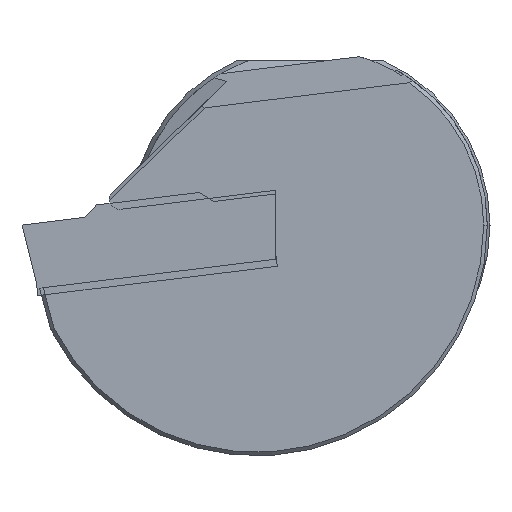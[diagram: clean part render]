
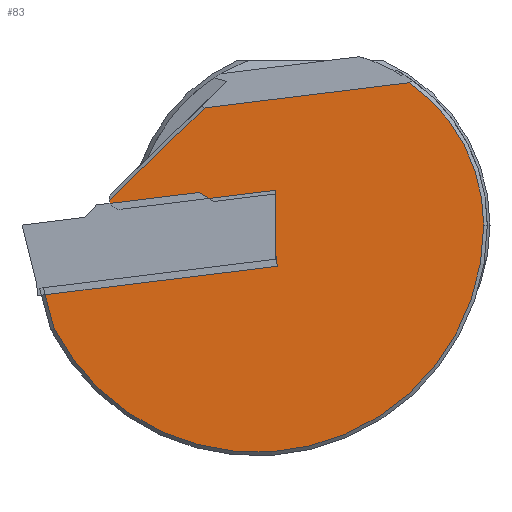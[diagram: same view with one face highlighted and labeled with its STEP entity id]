
A CAD part, left-side view. The second image highlights one B-rep face of the part: STEP entity #83.
In plain terms, the highlighted planar face has unit normal (-1, 0, 0).
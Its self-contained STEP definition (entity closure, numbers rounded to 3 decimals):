
#83=ADVANCED_FACE('',(#158),#126,.F.);
#126=PLANE('',#825);
#158=FACE_OUTER_BOUND('',#200,.T.);
#200=EDGE_LOOP('',(#270,#271,#272,#273,#274,#275,#276,#277,#278));
#247=CIRCLE('',#822,12.625);
#248=CIRCLE('',#823,9.65);
#249=CIRCLE('',#824,0.6);
#270=ORIENTED_EDGE('',*,*,#562,.T.);
#271=ORIENTED_EDGE('',*,*,#563,.T.);
#272=ORIENTED_EDGE('',*,*,#564,.T.);
#273=ORIENTED_EDGE('',*,*,#565,.T.);
#274=ORIENTED_EDGE('',*,*,#566,.T.);
#275=ORIENTED_EDGE('',*,*,#567,.T.);
#276=ORIENTED_EDGE('',*,*,#568,.T.);
#277=ORIENTED_EDGE('',*,*,#569,.T.);
#278=ORIENTED_EDGE('',*,*,#570,.T.);
#490=VERTEX_POINT('',#1124);
#491=VERTEX_POINT('',#1125);
#492=VERTEX_POINT('',#1127);
#493=VERTEX_POINT('',#1129);
#494=VERTEX_POINT('',#1131);
#495=VERTEX_POINT('',#1133);
#496=VERTEX_POINT('',#1135);
#497=VERTEX_POINT('',#1137);
#498=VERTEX_POINT('',#1139);
#562=EDGE_CURVE('',#490,#491,#667,.T.);
#563=EDGE_CURVE('',#491,#492,#668,.T.);
#564=EDGE_CURVE('',#492,#493,#669,.T.);
#565=EDGE_CURVE('',#493,#494,#247,.T.);
#566=EDGE_CURVE('',#494,#495,#248,.T.);
#567=EDGE_CURVE('',#495,#496,#670,.T.);
#568=EDGE_CURVE('',#496,#497,#671,.T.);
#569=EDGE_CURVE('',#497,#498,#249,.T.);
#570=EDGE_CURVE('',#498,#490,#672,.T.);
#667=LINE('',#1123,#743);
#668=LINE('',#1126,#744);
#669=LINE('',#1128,#745);
#670=LINE('',#1134,#746);
#671=LINE('',#1136,#747);
#672=LINE('',#1140,#748);
#743=VECTOR('',#905,1.);
#744=VECTOR('',#906,1.);
#745=VECTOR('',#907,1.);
#746=VECTOR('',#912,1.);
#747=VECTOR('',#913,1.);
#748=VECTOR('',#916,1.);
#822=AXIS2_PLACEMENT_3D('',#1130,#908,#909);
#823=AXIS2_PLACEMENT_3D('',#1132,#910,#911);
#824=AXIS2_PLACEMENT_3D('',#1138,#914,#915);
#825=AXIS2_PLACEMENT_3D('',#1141,#917,#918);
#905=DIRECTION('',(0.,0.,-1.));
#906=DIRECTION('',(0.,0.993,-0.122));
#907=DIRECTION('',(0.,-0.259,-0.966));
#908=DIRECTION('',(-1.,0.,0.));
#909=DIRECTION('',(0.,0.,-1.));
#910=DIRECTION('',(-1.,0.,0.));
#911=DIRECTION('',(0.,0.,-1.));
#912=DIRECTION('',(0.,0.993,-0.122));
#913=DIRECTION('',(0.,0.719,-0.695));
#914=DIRECTION('',(-1.,0.,0.));
#915=DIRECTION('',(0.,0.,-1.));
#916=DIRECTION('',(0.,-0.993,0.122));
#917=DIRECTION('',(1.,0.,0.));
#918=DIRECTION('',(0.,0.,-1.));
#1123=CARTESIAN_POINT('',(0.2,1.906,0.));
#1124=CARTESIAN_POINT('',(0.2,1.906,1.932));
#1125=CARTESIAN_POINT('',(0.2,1.906,-1.896));
#1126=CARTESIAN_POINT('',(0.2,-15.963,0.298));
#1127=CARTESIAN_POINT('',(0.2,14.821,-3.482));
#1128=CARTESIAN_POINT('',(0.2,13.627,-7.939));
#1129=CARTESIAN_POINT('',(0.2,14.212,-5.755));
#1130=CARTESIAN_POINT('',(0.2,2.975,0.));
#1131=CARTESIAN_POINT('',(0.2,-9.65,0.));
#1132=CARTESIAN_POINT('',(0.2,0.,0.));
#1133=CARTESIAN_POINT('',(0.2,-5.527,7.91));
#1134=CARTESIAN_POINT('',(0.2,-13.78,8.924));
#1135=CARTESIAN_POINT('',(0.2,5.829,6.516));
#1136=CARTESIAN_POINT('',(0.2,-2.21,14.28));
#1137=CARTESIAN_POINT('',(0.2,11.139,1.389));
#1138=CARTESIAN_POINT('',(0.2,10.545,1.476));
#1139=CARTESIAN_POINT('',(0.2,10.472,0.88));
#1140=CARTESIAN_POINT('',(0.2,-15.5,4.069));
#1141=CARTESIAN_POINT('',(0.2,-16.,0.));
